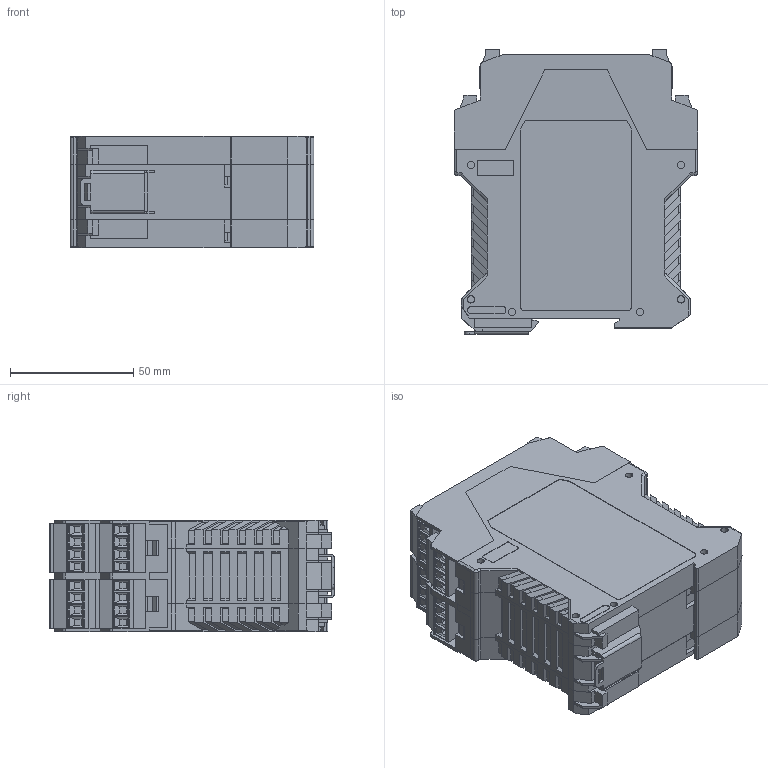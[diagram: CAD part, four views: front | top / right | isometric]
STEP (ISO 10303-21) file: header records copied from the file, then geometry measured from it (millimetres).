
FILE_DESCRIPTION (( 'STEP AP203' ), '1' );
FILE_NAME ('280-Viper-44-P (STEP format).STEP', '2017-06-06T10:40:51', ( '' ), ( '' ), 'SwSTEP 2.0', 'SolidWorks 2015', '' );
FILE_SCHEMA (( 'CONFIG_CONTROL_DESIGN' ));
Products named in the file (1): 280-Viper-44-P (STEP format)
Bounding box: 99 x 115.6 x 45.2 mm (x, y, z)
Volume: 110467.5 mm3; surface area: 121835.7 mm2
Topology: 25 solids, 29 shells, 4331 faces, 11612 edges, 7553 vertices
Faces by surface type: plane 3489, cylinder 774, cone 68
Entity records: 133623 total; most frequent: CARTESIAN_POINT 24656, ORIENTED_EDGE 23224, DIRECTION 21668, EDGE_CURVE 11612, LINE 9452, VECTOR 9452, VERTEX_POINT 7560, AXIS2_PLACEMENT_3D 6108
